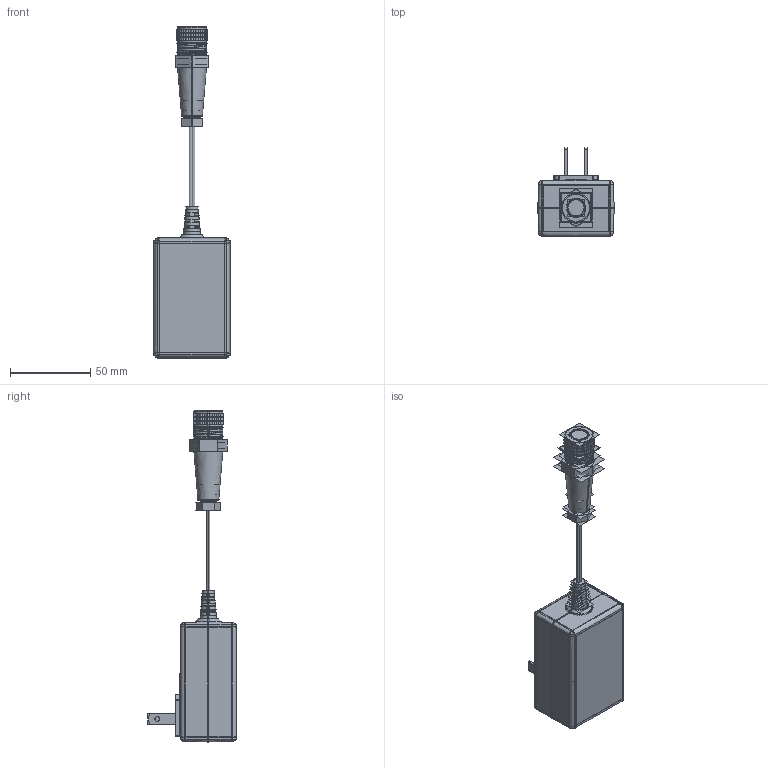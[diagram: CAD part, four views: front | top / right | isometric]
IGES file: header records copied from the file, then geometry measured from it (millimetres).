
Start section:  PTC IGES file: 214954.igs
Global section: file name: 214954.igs; native system: Creo Parametric by PTC Inc.; preprocessor: 2018300; author: pdmadmin; organization: Unknown; date: 20191029.141637; units: millimetre
Bounding box: 47.51 x 55.35 x 206.94 mm (x, y, z)
Volume: 131157 mm3; surface area: 143726.5 mm2
Topology: 8 solids, 13 shells, 1684 faces, 7796 edges, 9560 vertices
Faces by surface type: bspline 1194, revolution 490
